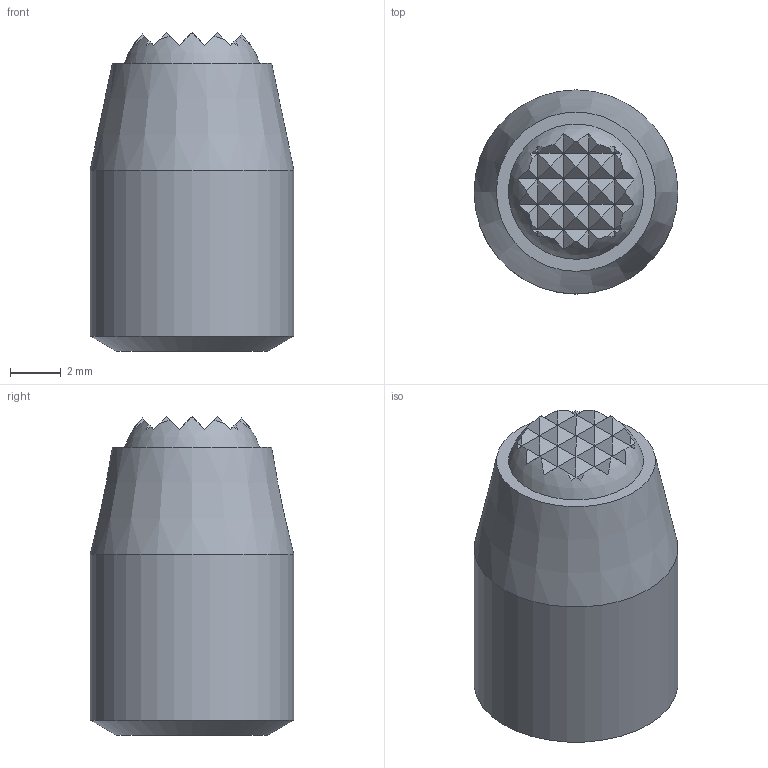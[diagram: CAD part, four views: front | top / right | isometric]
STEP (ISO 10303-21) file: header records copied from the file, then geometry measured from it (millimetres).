
FILE_DESCRIPTION( ( 'Unknown' ), '1' );
FILE_NAME( 'PT16C-0812.stp', 'Unknown', ( 'Unknown' ), ( 'Unknown' ), 'PSStep 17.0.49', 'Unknown', ' ' );
FILE_SCHEMA( ( 'AUTOMOTIVE_DESIGN { 1 0 10303 214 1 1 1 1 }' ) );
Length unit declared in the file: millimetre
Products named in the file (1): 1
Bounding box: 8 x 8 x 12.5 mm (x, y, z)
Volume: 473.9 mm3; surface area: 415.9 mm2
Topology: 1 solids, 1 shells, 99 faces, 191 edges, 95 vertices
Faces by surface type: plane 94, cone 3, sphere 1, cylinder 1
Full cylindrical faces by diameter (mm): 8 x1
Entity records: 3144 total; most frequent: DIRECTION 438, CARTESIAN_POINT 376, ORIENTED_EDGE 366, EDGE_CURVE 183, AXIS2_PLACEMENT_3D 155, LINE 128, VECTOR 128, EDGE_LOOP 105
